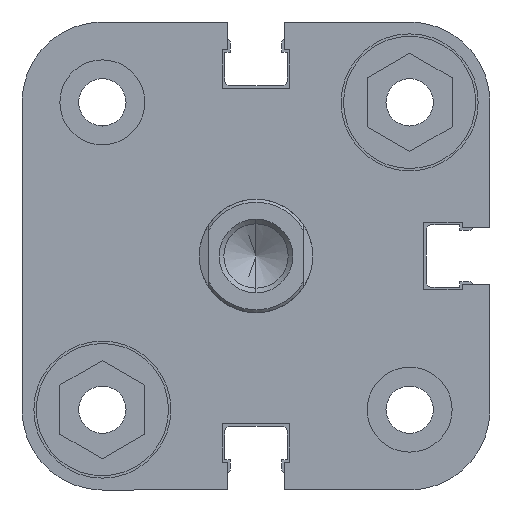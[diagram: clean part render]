
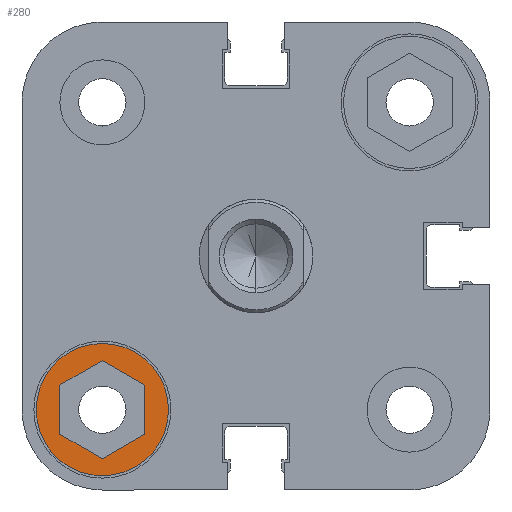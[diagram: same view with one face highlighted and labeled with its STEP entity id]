
A CAD part, left-side view. The second image highlights one B-rep face of the part: STEP entity #280.
In plain terms, the highlighted planar face has unit normal (-1, 0, 0).
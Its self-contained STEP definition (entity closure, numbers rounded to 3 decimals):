
#280 = ADVANCED_FACE ( 'NONE', ( #4458, #4461 ), #1123, .F. ) ;
#493 = EDGE_LOOP ( 'NONE', ( #7560, #7559 ) ) ;
#572 = EDGE_LOOP ( 'NONE', ( #7566, #7565, #7564, #7563, #7562, #7561 ) ) ;
#1122 = CARTESIAN_POINT ( 'NONE',  ( -24.75, 6., 0. ) ) ;
#1123 = PLANE ( 'NONE',  #3356 ) ;
#1124 = DIRECTION ( 'NONE',  ( 1., 0., 0. ) ) ;
#1125 = DIRECTION ( 'NONE',  ( 0., 0., -1. ) ) ;
#1572 = CARTESIAN_POINT ( 'NONE',  ( -24.75, 16.25, -9.25 ) ) ;
#1747 = CARTESIAN_POINT ( 'NONE',  ( -24.75, 16.25, -23.25 ) ) ;
#1752 = CARTESIAN_POINT ( 'NONE',  ( -24.75, 11.75, -18.848 ) ) ;
#1760 = CARTESIAN_POINT ( 'NONE',  ( -24.75, 16.25, -11.054 ) ) ;
#1762 = CARTESIAN_POINT ( 'NONE',  ( -24.75, 16.25, -21.446 ) ) ;
#1763 = CARTESIAN_POINT ( 'NONE',  ( -24.75, 20.75, -18.848 ) ) ;
#1766 = CARTESIAN_POINT ( 'NONE',  ( -24.75, 20.75, -13.652 ) ) ;
#1767 = CARTESIAN_POINT ( 'NONE',  ( -24.75, 11.75, -13.652 ) ) ;
#1837 = CARTESIAN_POINT ( 'NONE',  ( -24.75, 16.25, -16.25 ) ) ;
#1838 = DIRECTION ( 'NONE',  ( 1., 0., 0. ) ) ;
#1839 = DIRECTION ( 'NONE',  ( 0., 0., -1. ) ) ;
#1960 = CARTESIAN_POINT ( 'NONE',  ( -24.75, 11.75, -18.848 ) ) ;
#1961 = DIRECTION ( 'NONE',  ( 0., 0., -1. ) ) ;
#1962 = CARTESIAN_POINT ( 'NONE',  ( -24.75, 16.25, -21.446 ) ) ;
#1963 = CARTESIAN_POINT ( 'NONE',  ( -24.75, 20.75, -13.652 ) ) ;
#1966 = DIRECTION ( 'NONE',  ( 0., 0.866, -0.5 ) ) ;
#1969 = CARTESIAN_POINT ( 'NONE',  ( -24.75, 20.75, -18.848 ) ) ;
#1970 = DIRECTION ( 'NONE',  ( 0., 0.866, 0.5 ) ) ;
#1973 = CARTESIAN_POINT ( 'NONE',  ( -24.75, 16.25, -11.054 ) ) ;
#1974 = DIRECTION ( 'NONE',  ( 0., 0., 1. ) ) ;
#1978 = DIRECTION ( 'NONE',  ( 0., -0.866, 0.5 ) ) ;
#1981 = CARTESIAN_POINT ( 'NONE',  ( -24.75, 11.75, -13.652 ) ) ;
#1983 = DIRECTION ( 'NONE',  ( 0., -0.866, -0.5 ) ) ;
#2217 = VERTEX_POINT ( 'NONE', #1572 ) ;
#2394 = VERTEX_POINT ( 'NONE', #1747 ) ;
#2399 = VERTEX_POINT ( 'NONE', #1752 ) ;
#2407 = VERTEX_POINT ( 'NONE', #1760 ) ;
#2409 = VERTEX_POINT ( 'NONE', #1762 ) ;
#2410 = VERTEX_POINT ( 'NONE', #1763 ) ;
#2413 = VERTEX_POINT ( 'NONE', #1766 ) ;
#2414 = VERTEX_POINT ( 'NONE', #1767 ) ;
#2524 = EDGE_CURVE ( 'NONE', #2394, #2217, #4638, .T. ) ;
#2574 = EDGE_CURVE ( 'NONE', #2414, #2399, #4710, .T. ) ;
#2576 = EDGE_CURVE ( 'NONE', #2399, #2409, #4712, .T. ) ;
#2578 = EDGE_CURVE ( 'NONE', #2409, #2410, #4717, .T. ) ;
#2580 = EDGE_CURVE ( 'NONE', #2410, #2413, #4721, .T. ) ;
#2582 = EDGE_CURVE ( 'NONE', #2413, #2407, #4719, .T. ) ;
#2585 = EDGE_CURVE ( 'NONE', #2407, #2414, #4726, .T. ) ;
#2591 = EDGE_CURVE ( 'NONE', #2217, #2394, #4745, .T. ) ;
#3356 = AXIS2_PLACEMENT_3D ( 'NONE', #1122, #1124, #1125 ) ;
#3435 = AXIS2_PLACEMENT_3D ( 'NONE', #1837, #1838, #1839 ) ;
#3451 = AXIS2_PLACEMENT_3D ( 'NONE', #5645, #5647, #5648 ) ;
#4458 = FACE_BOUND ( 'NONE', #572, .T. ) ;
#4461 = FACE_OUTER_BOUND ( 'NONE', #493, .T. ) ;
#4638 = CIRCLE ( 'NONE', #3435, 7. ) ;
#4706 = VECTOR ( 'NONE', #1961, 1000. ) ;
#4710 = LINE ( 'NONE', #1960, #4706 ) ;
#4712 = LINE ( 'NONE', #1962, #4718 ) ;
#4713 = VECTOR ( 'NONE', #1970, 1000. ) ;
#4717 = LINE ( 'NONE', #1969, #4713 ) ;
#4718 = VECTOR ( 'NONE', #1966, 1000. ) ;
#4719 = LINE ( 'NONE', #1973, #4729 ) ;
#4721 = LINE ( 'NONE', #1963, #4725 ) ;
#4725 = VECTOR ( 'NONE', #1974, 1000. ) ;
#4726 = LINE ( 'NONE', #1981, #4734 ) ;
#4729 = VECTOR ( 'NONE', #1978, 1000. ) ;
#4734 = VECTOR ( 'NONE', #1983, 1000. ) ;
#4745 = CIRCLE ( 'NONE', #3451, 7. ) ;
#5645 = CARTESIAN_POINT ( 'NONE',  ( -24.75, 16.25, -16.25 ) ) ;
#5647 = DIRECTION ( 'NONE',  ( 1., 0., 0. ) ) ;
#5648 = DIRECTION ( 'NONE',  ( 0., 0., -1. ) ) ;
#7559 = ORIENTED_EDGE ( 'NONE', *, *, #2591, .F. ) ;
#7560 = ORIENTED_EDGE ( 'NONE', *, *, #2524, .F. ) ;
#7561 = ORIENTED_EDGE ( 'NONE', *, *, #2582, .T. ) ;
#7562 = ORIENTED_EDGE ( 'NONE', *, *, #2580, .T. ) ;
#7563 = ORIENTED_EDGE ( 'NONE', *, *, #2578, .T. ) ;
#7564 = ORIENTED_EDGE ( 'NONE', *, *, #2576, .T. ) ;
#7565 = ORIENTED_EDGE ( 'NONE', *, *, #2574, .T. ) ;
#7566 = ORIENTED_EDGE ( 'NONE', *, *, #2585, .T. ) ;
